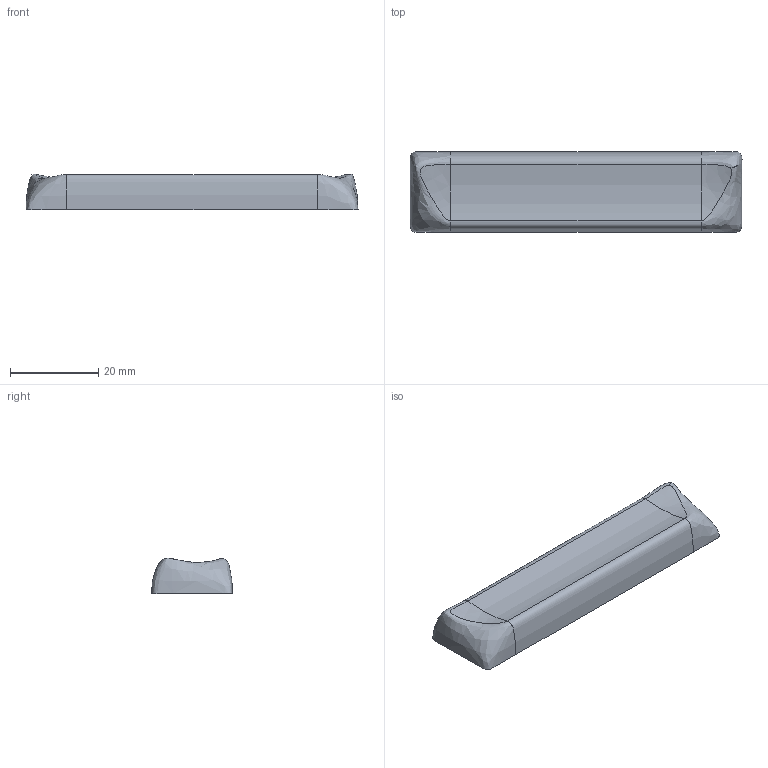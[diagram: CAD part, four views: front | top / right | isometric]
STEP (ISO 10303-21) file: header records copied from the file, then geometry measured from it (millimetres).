
FILE_DESCRIPTION(/* description */ (''),/* implementation_level */ '2;1');
FILE_NAME(/* name */ 'TRIFL-4o00U-1o20x1o20-regular.step',/* time_stamp */ '2023-12-19T15:27:28+01:00',/* author */ (''),/* organization */ (''),/* preprocessor_version */ 'ST-DEVELOPER v20',/* originating_system */ 'Autodesk Translation Framework v12.14.0.127',/* authorisation */ '');
FILE_SCHEMA (('AUTOMOTIVE_DESIGN { 1 0 10303 214 3 1 1 }'));
Length unit declared in the file: millimetre
Products named in the file (1): 4_00U
Bounding box: 75.43 x 18.4 x 8.11 mm (x, y, z)
Volume: 4384.4 mm3; surface area: 4937 mm2
Topology: 1 solids, 1 shells, 126 faces, 292 edges, 175 vertices
Faces by surface type: plane 52, cylinder 48, sphere 12, bspline 8, cone 6
Entity records: 7455 total; most frequent: CARTESIAN_POINT 4585, DIRECTION 586, ORIENTED_EDGE 584, EDGE_CURVE 292, AXIS2_PLACEMENT_3D 200, LINE 186, VECTOR 186, VERTEX_POINT 175
